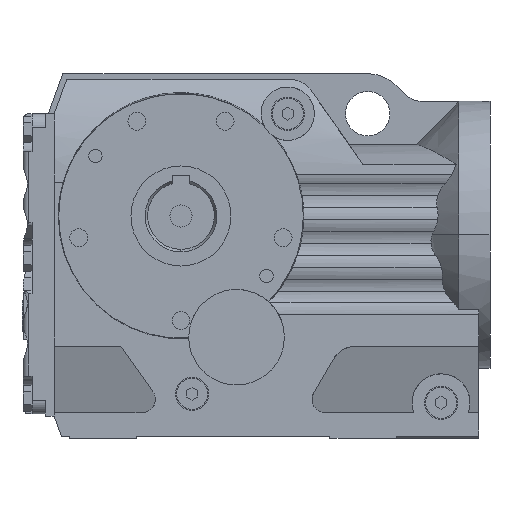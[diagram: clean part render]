
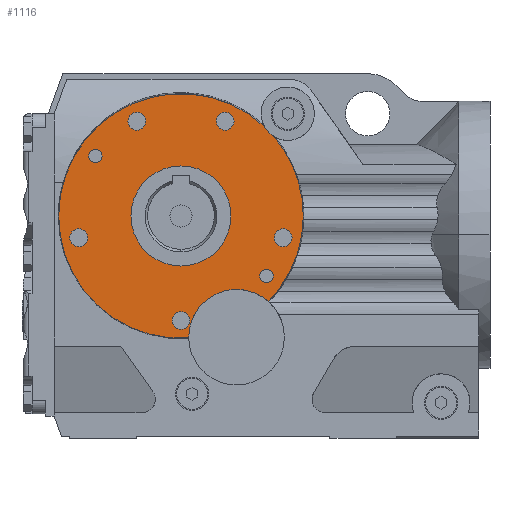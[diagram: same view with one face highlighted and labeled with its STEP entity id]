
A CAD part, front view. The second image highlights one B-rep face of the part: STEP entity #1116.
In plain terms, the highlighted planar face has unit normal (0, -1, 0).
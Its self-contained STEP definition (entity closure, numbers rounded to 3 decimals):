
#1116=ADVANCED_FACE('NONE',(#2384,#2385,#2386,#2387,#2388,#2389,#2390,#2391,#2392),#2393,.T.);
#2384=FACE_BOUND('',#3812,.T.);
#2385=FACE_OUTER_BOUND('',#3813,.T.);
#2386=FACE_BOUND('',#3814,.T.);
#2387=FACE_BOUND('',#3815,.T.);
#2388=FACE_BOUND('',#3816,.T.);
#2389=FACE_BOUND('',#3817,.T.);
#2390=FACE_BOUND('',#3818,.T.);
#2391=FACE_BOUND('',#3819,.T.);
#2392=FACE_BOUND('',#3820,.T.);
#2393=PLANE('',#3821);
#3812=EDGE_LOOP('',(#7207,#7208,#7209));
#3813=EDGE_LOOP('',(#7210,#7211,#7212,#7213,#7214,#7215,#7216));
#3814=EDGE_LOOP('',(#7217,#7218));
#3815=EDGE_LOOP('',(#7219,#7220));
#3816=EDGE_LOOP('',(#7221,#7222));
#3817=EDGE_LOOP('',(#7223,#7224));
#3818=EDGE_LOOP('',(#7225,#7226));
#3819=EDGE_LOOP('',(#7227,#7228));
#3820=EDGE_LOOP('',(#7229,#7230));
#3821=AXIS2_PLACEMENT_3D('',#7231,#7232,#7233);
#7207=ORIENTED_EDGE('',*,*,#8541,.T.);
#7208=ORIENTED_EDGE('',*,*,#8556,.T.);
#7209=ORIENTED_EDGE('',*,*,#8542,.T.);
#7210=ORIENTED_EDGE('',*,*,#8474,.F.);
#7211=ORIENTED_EDGE('',*,*,#9312,.T.);
#7212=ORIENTED_EDGE('',*,*,#9521,.F.);
#7213=ORIENTED_EDGE('',*,*,#9480,.F.);
#7214=ORIENTED_EDGE('',*,*,#9725,.T.);
#7215=ORIENTED_EDGE('',*,*,#9342,.T.);
#7216=ORIENTED_EDGE('',*,*,#9524,.F.);
#7217=ORIENTED_EDGE('',*,*,#9726,.F.);
#7218=ORIENTED_EDGE('',*,*,#9409,.F.);
#7219=ORIENTED_EDGE('',*,*,#9727,.F.);
#7220=ORIENTED_EDGE('',*,*,#9414,.F.);
#7221=ORIENTED_EDGE('',*,*,#9728,.F.);
#7222=ORIENTED_EDGE('',*,*,#9419,.F.);
#7223=ORIENTED_EDGE('',*,*,#9729,.F.);
#7224=ORIENTED_EDGE('',*,*,#9424,.F.);
#7225=ORIENTED_EDGE('',*,*,#9730,.F.);
#7226=ORIENTED_EDGE('',*,*,#9429,.F.);
#7227=ORIENTED_EDGE('',*,*,#9731,.F.);
#7228=ORIENTED_EDGE('',*,*,#9434,.F.);
#7229=ORIENTED_EDGE('',*,*,#9732,.F.);
#7230=ORIENTED_EDGE('',*,*,#9439,.F.);
#7231=CARTESIAN_POINT('',(0.0,-57.5,55.0));
#7232=DIRECTION('',(0.0,-1.0,0.0));
#7233=DIRECTION('',(1.0,0.0,0.0));
#8474=EDGE_CURVE('NONE',#10145,#10136,#10147,.T.);
#8541=EDGE_CURVE('',#10264,#10261,#10265,.T.);
#8542=EDGE_CURVE('',#10266,#10264,#10267,.T.);
#8556=EDGE_CURVE('',#10261,#10266,#10287,.T.);
#9312=EDGE_CURVE('NONE',#10145,#11405,#11407,.T.);
#9342=EDGE_CURVE('NONE',#11458,#11459,#11460,.T.);
#9409=EDGE_CURVE('NONE',#11576,#11578,#11579,.T.);
#9414=EDGE_CURVE('NONE',#11585,#11587,#11588,.T.);
#9419=EDGE_CURVE('NONE',#11594,#11596,#11597,.T.);
#9424=EDGE_CURVE('NONE',#11603,#11605,#11606,.T.);
#9429=EDGE_CURVE('NONE',#11612,#11614,#11615,.T.);
#9434=EDGE_CURVE('NONE',#11621,#11623,#11624,.T.);
#9439=EDGE_CURVE('NONE',#11630,#11632,#11633,.T.);
#9480=EDGE_CURVE('NONE',#11695,#11696,#11697,.T.);
#9521=EDGE_CURVE('NONE',#11696,#11405,#11762,.T.);
#9524=EDGE_CURVE('NONE',#10136,#11459,#11765,.T.);
#9725=EDGE_CURVE('NONE',#11695,#11458,#12056,.T.);
#9726=EDGE_CURVE('NONE',#11578,#11576,#12057,.T.);
#9727=EDGE_CURVE('NONE',#11587,#11585,#12058,.T.);
#9728=EDGE_CURVE('NONE',#11596,#11594,#12059,.T.);
#9729=EDGE_CURVE('NONE',#11605,#11603,#12060,.T.);
#9730=EDGE_CURVE('NONE',#11614,#11612,#12061,.T.);
#9731=EDGE_CURVE('NONE',#11623,#11621,#12062,.T.);
#9732=EDGE_CURVE('NONE',#11632,#11630,#12063,.T.);
#10136=VERTEX_POINT('',#12807);
#10145=VERTEX_POINT('NONE',#12851);
#10147=CIRCLE('',#12856,55.0);
#10261=VERTEX_POINT('',#13058);
#10264=VERTEX_POINT('',#13062);
#10265=CIRCLE('',#13063,22.5);
#10266=VERTEX_POINT('',#13064);
#10267=CIRCLE('',#13065,22.5);
#10287=CIRCLE('',#13088,22.5);
#11405=VERTEX_POINT('NONE',#15356);
#11407=CIRCLE('',#15361,12.0);
#11458=VERTEX_POINT('NONE',#15425);
#11459=VERTEX_POINT('NONE',#15426);
#11460=CIRCLE('',#15427,21.5);
#11576=VERTEX_POINT('NONE',#15604);
#11578=VERTEX_POINT('NONE',#15607);
#11579=CIRCLE('',#15608,4.0);
#11585=VERTEX_POINT('NONE',#15615);
#11587=VERTEX_POINT('NONE',#15618);
#11588=CIRCLE('',#15619,3.0);
#11594=VERTEX_POINT('NONE',#15626);
#11596=VERTEX_POINT('NONE',#15629);
#11597=CIRCLE('',#15630,3.0);
#11603=VERTEX_POINT('NONE',#15637);
#11605=VERTEX_POINT('NONE',#15640);
#11606=CIRCLE('',#15641,4.0);
#11612=VERTEX_POINT('NONE',#15648);
#11614=VERTEX_POINT('NONE',#15651);
#11615=CIRCLE('',#15652,4.0);
#11621=VERTEX_POINT('NONE',#15659);
#11623=VERTEX_POINT('NONE',#15662);
#11624=CIRCLE('',#15663,4.0);
#11630=VERTEX_POINT('NONE',#15670);
#11632=VERTEX_POINT('NONE',#15673);
#11633=CIRCLE('',#15674,4.0);
#11695=VERTEX_POINT('NONE',#15904);
#11696=VERTEX_POINT('NONE',#15905);
#11697=CIRCLE('',#15906,55.0);
#11762=CIRCLE('',#16141,55.0);
#11765=CIRCLE('',#16144,55.0);
#12056=CIRCLE('',#16860,21.5);
#12057=CIRCLE('',#16861,4.0);
#12058=CIRCLE('',#16862,3.0);
#12059=CIRCLE('',#16863,3.0);
#12060=CIRCLE('',#16864,4.0);
#12061=CIRCLE('',#16865,4.0);
#12062=CIRCLE('',#16866,4.0);
#12063=CIRCLE('',#16867,4.0);
#12807=CARTESIAN_POINT('',(55.0,-57.5,0.));
#12851=CARTESIAN_POINT('',(41.835,-57.5,35.705));
#12856=AXIS2_PLACEMENT_3D('',#17373,#17374,#17375);
#13058=CARTESIAN_POINT('',(0.,-57.5,-22.5));
#13062=CARTESIAN_POINT('',(22.5,-57.5,0.0));
#13063=AXIS2_PLACEMENT_3D('',#17465,#17466,#17467);
#13064=CARTESIAN_POINT('',(0.,-57.5,22.5));
#13065=AXIS2_PLACEMENT_3D('',#17468,#17469,#17470);
#13088=AXIS2_PLACEMENT_3D('',#17495,#17496,#17497);
#15356=CARTESIAN_POINT('',(37.452,-57.5,40.279));
#15361=AXIS2_PLACEMENT_3D('',#18200,#18201,#18202);
#15425=CARTESIAN_POINT('',(3.5,-57.5,-54.5));
#15426=CARTESIAN_POINT('',(39.317,-57.5,-38.46));
#15427=AXIS2_PLACEMENT_3D('',#18246,#18247,#18248);
#15604=CARTESIAN_POINT('',(-4.0,-57.5,-47.0));
#15607=CARTESIAN_POINT('',(4.0,-57.5,-47.0));
#15608=AXIS2_PLACEMENT_3D('',#18346,#18347,#18348);
#15615=CARTESIAN_POINT('',(-41.5,-57.5,26.958));
#15618=CARTESIAN_POINT('',(-35.5,-57.5,26.958));
#15619=AXIS2_PLACEMENT_3D('',#18354,#18355,#18356);
#15626=CARTESIAN_POINT('',(35.5,-57.5,-26.958));
#15629=CARTESIAN_POINT('',(41.5,-57.5,-26.958));
#15630=AXIS2_PLACEMENT_3D('',#18362,#18363,#18364);
#15637=CARTESIAN_POINT('',(-49.973,-57.5,-9.772));
#15640=CARTESIAN_POINT('',(-41.973,-57.5,-9.772));
#15641=AXIS2_PLACEMENT_3D('',#18370,#18371,#18372);
#15648=CARTESIAN_POINT('',(41.973,-57.5,-9.772));
#15651=CARTESIAN_POINT('',(49.973,-57.5,-9.772));
#15652=AXIS2_PLACEMENT_3D('',#18378,#18379,#18380);
#15659=CARTESIAN_POINT('',(-23.863,-57.5,42.596));
#15662=CARTESIAN_POINT('',(-15.863,-57.5,42.596));
#15663=AXIS2_PLACEMENT_3D('',#18386,#18387,#18388);
#15670=CARTESIAN_POINT('',(15.863,-57.5,42.596));
#15673=CARTESIAN_POINT('',(23.863,-57.5,42.596));
#15674=AXIS2_PLACEMENT_3D('',#18394,#18395,#18396);
#15904=CARTESIAN_POINT('',(3.504,-57.5,-54.888));
#15905=CARTESIAN_POINT('',(-55.0,-57.5,0.0));
#15906=AXIS2_PLACEMENT_3D('',#18422,#18423,#18424);
#16141=AXIS2_PLACEMENT_3D('',#18453,#18454,#18455);
#16144=AXIS2_PLACEMENT_3D('',#18459,#18460,#18461);
#16860=AXIS2_PLACEMENT_3D('',#18633,#18634,#18635);
#16861=AXIS2_PLACEMENT_3D('',#18636,#18637,#18638);
#16862=AXIS2_PLACEMENT_3D('',#18639,#18640,#18641);
#16863=AXIS2_PLACEMENT_3D('',#18642,#18643,#18644);
#16864=AXIS2_PLACEMENT_3D('',#18645,#18646,#18647);
#16865=AXIS2_PLACEMENT_3D('',#18648,#18649,#18650);
#16866=AXIS2_PLACEMENT_3D('',#18651,#18652,#18653);
#16867=AXIS2_PLACEMENT_3D('',#18654,#18655,#18656);
#17373=CARTESIAN_POINT('',(0.0,-57.5,0.0));
#17374=DIRECTION('',(0.0,1.0,0.0));
#17375=DIRECTION('',(-1.0,0.0,0.0));
#17465=CARTESIAN_POINT('',(0.0,-57.5,0.0));
#17466=DIRECTION('',(-0.0,1.0,0.0));
#17467=DIRECTION('',(1.0,0.0,0.0));
#17468=CARTESIAN_POINT('',(0.0,-57.5,0.0));
#17469=DIRECTION('',(-0.0,1.0,0.0));
#17470=DIRECTION('',(1.0,0.0,0.0));
#17495=CARTESIAN_POINT('',(0.0,-57.5,0.0));
#17496=DIRECTION('',(-0.0,1.0,0.0));
#17497=DIRECTION('',(1.0,0.0,0.0));
#18200=CARTESIAN_POINT('',(48.0,-57.5,46.0));
#18201=DIRECTION('',(-0.0,1.0,0.0));
#18202=DIRECTION('',(1.0,0.0,0.0));
#18246=CARTESIAN_POINT('',(25.0,-57.5,-54.5));
#18247=DIRECTION('',(-0.0,1.0,0.0));
#18248=DIRECTION('',(1.0,0.0,0.0));
#18346=CARTESIAN_POINT('',(0.0,-57.5,-47.0));
#18347=DIRECTION('',(0.0,-1.0,0.0));
#18348=DIRECTION('',(1.0,0.0,0.0));
#18354=CARTESIAN_POINT('',(-38.5,-57.5,26.958));
#18355=DIRECTION('',(0.0,-1.0,0.0));
#18356=DIRECTION('',(1.0,0.0,0.0));
#18362=CARTESIAN_POINT('',(38.5,-57.5,-26.958));
#18363=DIRECTION('',(0.0,-1.0,0.0));
#18364=DIRECTION('',(1.0,0.0,0.0));
#18370=CARTESIAN_POINT('',(-45.973,-57.5,-9.772));
#18371=DIRECTION('',(0.0,-1.0,0.0));
#18372=DIRECTION('',(1.0,0.0,0.0));
#18378=CARTESIAN_POINT('',(45.973,-57.5,-9.772));
#18379=DIRECTION('',(0.0,-1.0,0.0));
#18380=DIRECTION('',(1.0,0.0,0.0));
#18386=CARTESIAN_POINT('',(-19.863,-57.5,42.596));
#18387=DIRECTION('',(0.0,-1.0,0.0));
#18388=DIRECTION('',(1.0,0.0,0.0));
#18394=CARTESIAN_POINT('',(19.863,-57.5,42.596));
#18395=DIRECTION('',(0.0,-1.0,0.0));
#18396=DIRECTION('',(1.0,0.0,0.0));
#18422=CARTESIAN_POINT('',(0.0,-57.5,0.0));
#18423=DIRECTION('',(0.0,1.0,0.0));
#18424=DIRECTION('',(-1.0,0.0,0.0));
#18453=CARTESIAN_POINT('',(0.0,-57.5,0.0));
#18454=DIRECTION('',(0.0,1.0,0.0));
#18455=DIRECTION('',(-1.0,0.0,0.0));
#18459=CARTESIAN_POINT('',(0.0,-57.5,0.0));
#18460=DIRECTION('',(0.0,1.0,0.0));
#18461=DIRECTION('',(-1.0,0.0,0.0));
#18633=CARTESIAN_POINT('',(25.0,-57.5,-54.5));
#18634=DIRECTION('',(-0.0,1.0,0.0));
#18635=DIRECTION('',(1.0,0.0,0.));
#18636=CARTESIAN_POINT('',(0.0,-57.5,-47.0));
#18637=DIRECTION('',(0.0,-1.0,0.0));
#18638=DIRECTION('',(1.0,0.0,0.0));
#18639=CARTESIAN_POINT('',(-38.5,-57.5,26.958));
#18640=DIRECTION('',(0.0,-1.0,0.0));
#18641=DIRECTION('',(1.0,0.0,0.0));
#18642=CARTESIAN_POINT('',(38.5,-57.5,-26.958));
#18643=DIRECTION('',(0.0,-1.0,0.0));
#18644=DIRECTION('',(1.0,0.0,0.0));
#18645=CARTESIAN_POINT('',(-45.973,-57.5,-9.772));
#18646=DIRECTION('',(0.0,-1.0,0.0));
#18647=DIRECTION('',(1.0,0.0,0.0));
#18648=CARTESIAN_POINT('',(45.973,-57.5,-9.772));
#18649=DIRECTION('',(0.0,-1.0,0.0));
#18650=DIRECTION('',(1.0,0.0,0.0));
#18651=CARTESIAN_POINT('',(-19.863,-57.5,42.596));
#18652=DIRECTION('',(0.0,-1.0,0.0));
#18653=DIRECTION('',(1.0,0.0,0.0));
#18654=CARTESIAN_POINT('',(19.863,-57.5,42.596));
#18655=DIRECTION('',(0.0,-1.0,0.0));
#18656=DIRECTION('',(1.0,0.0,0.0));
